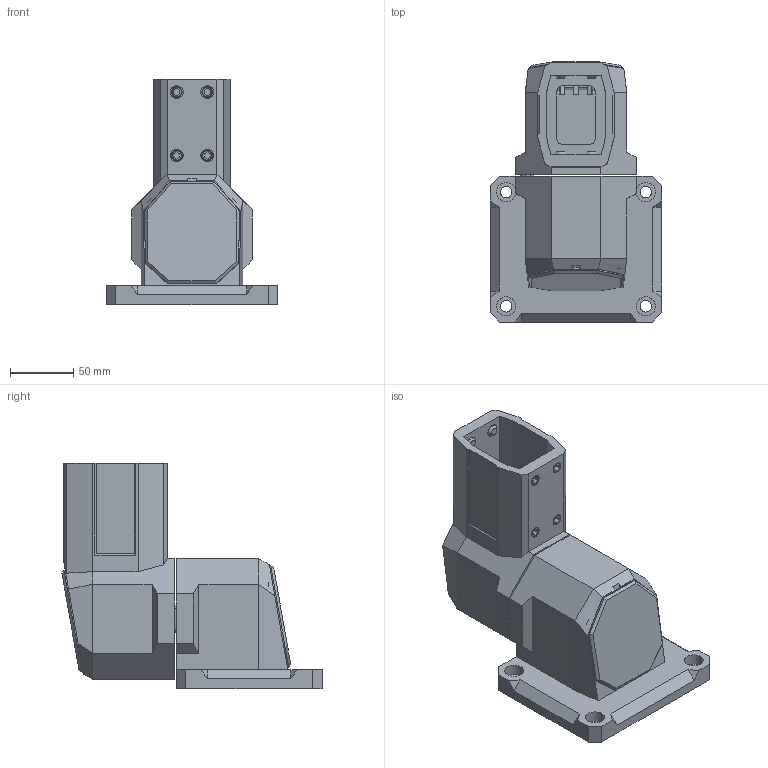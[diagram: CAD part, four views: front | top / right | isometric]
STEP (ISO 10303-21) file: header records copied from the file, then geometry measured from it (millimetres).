
FILE_DESCRIPTION((''),'2;1');
FILE_NAME('WANDG_WAAGER_ABGANG_CS-2000-SL_ASM','2010-07-27T',('M.Fehring'),(''),'PRO/ENGINEER BY PARAMETRIC TECHNOLOGY CORPORATION, 2005070','PRO/ENGINEER BY PARAMETRIC TECHNOLOGY CORPORATION, 2005070','');
FILE_SCHEMA(('AUTOMOTIVE_DESIGN_CC2 { 1 2 10303 214 -1 1 5 2 }'));
Length unit declared in the file: millimetre
Products named in the file (5): WANDKONSOLE_CS-2000-SL; ZWISCHENG-UNTERT_CS-2000-SL; ABDECKUNG_2; GEWINDESTIFTM10X12; WANDG_WAAGER_ABGANG_CS-2000-SL_ASM
Assembly tree (12 placements, depth 2):
  WANDG_WAAGER_ABGANG_CS-2000-SL_ASM
    WANDKONSOLE_CS-2000-SL
    ZWISCHENG-UNTERT_CS-2000-SL
    ABDECKUNG_2  x2
    GEWINDESTIFTM10X12  x8
Bounding box: 135 x 204.99 x 177.53 mm (x, y, z)
Volume: 635482.8 mm3; surface area: 207395.3 mm2
Topology: 12 solids, 12 shells, 704 faces, 1810 edges, 1154 vertices
Faces by surface type: plane 518, cylinder 154, cone 32
Entity records: 15590 total; most frequent: CARTESIAN_POINT 2175, DIRECTION 2120, ORIENTED_EDGE 2108, EDGE_CURVE 1054, PRESENTATION_STYLE_ASSIGNMENT 1025, STYLED_ITEM 1025, CURVE_STYLE 1022, VECTOR 802
